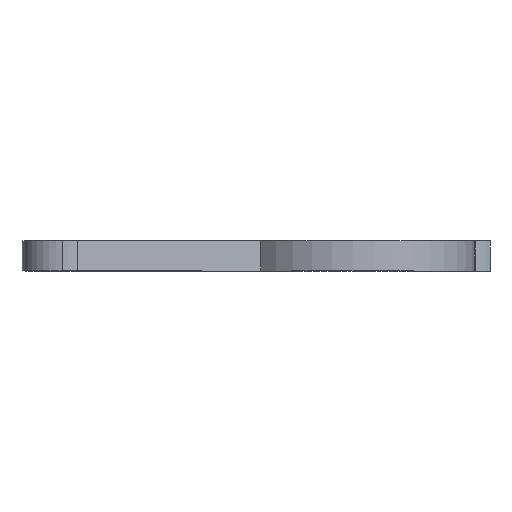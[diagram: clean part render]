
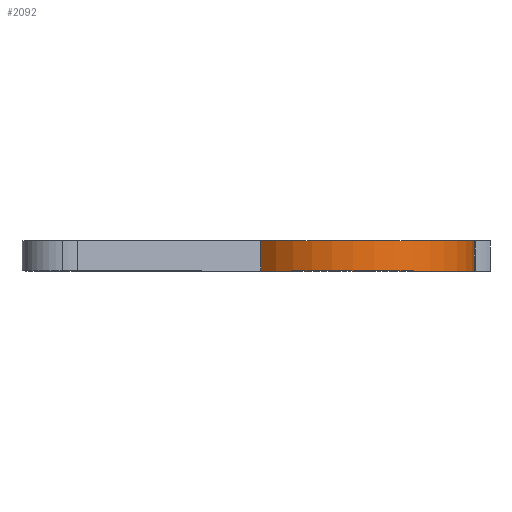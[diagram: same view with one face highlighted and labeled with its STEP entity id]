
A CAD part, top view. The second image highlights one B-rep face of the part: STEP entity #2092.
In plain terms, the highlighted cylindrical face has radius 12.093 mm (diameter 24.185 mm), a partial arc.
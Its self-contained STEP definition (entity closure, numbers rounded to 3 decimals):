
#21 = VECTOR ( 'NONE', #1800, 1000. ) ;
#54 = DIRECTION ( 'NONE',  ( 0., 1., 0. ) ) ;
#61 = FACE_OUTER_BOUND ( 'NONE', #1594, .T. ) ;
#268 = CARTESIAN_POINT ( 'NONE',  ( -19.119, 3., 8.063 ) ) ;
#338 = LINE ( 'NONE', #556, #21 ) ;
#346 = AXIS2_PLACEMENT_3D ( 'NONE', #806, #1781, #1219 ) ;
#432 = ORIENTED_EDGE ( 'NONE', *, *, #2043, .F. ) ;
#500 = CARTESIAN_POINT ( 'NONE',  ( -19.119, 0., 8.063 ) ) ;
#508 = EDGE_CURVE ( 'NONE', #1469, #1576, #2139, .T. ) ;
#552 = VECTOR ( 'NONE', #1328, 1000. ) ;
#556 = CARTESIAN_POINT ( 'NONE',  ( 1.438, 0., -3.6 ) ) ;
#570 = CARTESIAN_POINT ( 'NONE',  ( 1.438, 0., -3.6 ) ) ;
#582 = DIRECTION ( 'NONE',  ( 0., 1., 0. ) ) ;
#626 = DIRECTION ( 'NONE',  ( 0., 0., 1. ) ) ;
#778 = AXIS2_PLACEMENT_3D ( 'NONE', #1873, #54, #626 ) ;
#795 = CYLINDRICAL_SURFACE ( 'NONE', #346, 12.093 ) ;
#806 = CARTESIAN_POINT ( 'NONE',  ( -10.106, 3., 0. ) ) ;
#836 = CARTESIAN_POINT ( 'NONE',  ( 1.438, 3., -3.6 ) ) ;
#1113 = ORIENTED_EDGE ( 'NONE', *, *, #508, .F. ) ;
#1114 = EDGE_CURVE ( 'NONE', #1956, #2117, #338, .T. ) ;
#1219 = DIRECTION ( 'NONE',  ( 0., 0., -1. ) ) ;
#1231 = CARTESIAN_POINT ( 'NONE',  ( -19.119, 0., 8.063 ) ) ;
#1267 = ORIENTED_EDGE ( 'NONE', *, *, #1570, .T. ) ;
#1328 = DIRECTION ( 'NONE',  ( 0., 1., 0. ) ) ;
#1382 = CIRCLE ( 'NONE', #778, 12.093 ) ;
#1469 = VERTEX_POINT ( 'NONE', #1231 ) ;
#1570 = EDGE_CURVE ( 'NONE', #1469, #1956, #1382, .T. ) ;
#1576 = VERTEX_POINT ( 'NONE', #268 ) ;
#1594 = EDGE_LOOP ( 'NONE', ( #1267, #1831, #432, #1113 ) ) ;
#1679 = CARTESIAN_POINT ( 'NONE',  ( -10.106, 3., 0. ) ) ;
#1702 = DIRECTION ( 'NONE',  ( 0., 0., 1. ) ) ;
#1781 = DIRECTION ( 'NONE',  ( 0., -1., 0. ) ) ;
#1793 = AXIS2_PLACEMENT_3D ( 'NONE', #1679, #582, #1702 ) ;
#1800 = DIRECTION ( 'NONE',  ( 0., 1., 0. ) ) ;
#1831 = ORIENTED_EDGE ( 'NONE', *, *, #1114, .T. ) ;
#1873 = CARTESIAN_POINT ( 'NONE',  ( -10.106, 0., 0. ) ) ;
#1956 = VERTEX_POINT ( 'NONE', #570 ) ;
#2043 = EDGE_CURVE ( 'NONE', #1576, #2117, #2281, .T. ) ;
#2092 = ADVANCED_FACE ( 'NONE', ( #61 ), #795, .T. ) ;
#2117 = VERTEX_POINT ( 'NONE', #836 ) ;
#2139 = LINE ( 'NONE', #500, #552 ) ;
#2281 = CIRCLE ( 'NONE', #1793, 12.093 ) ;
